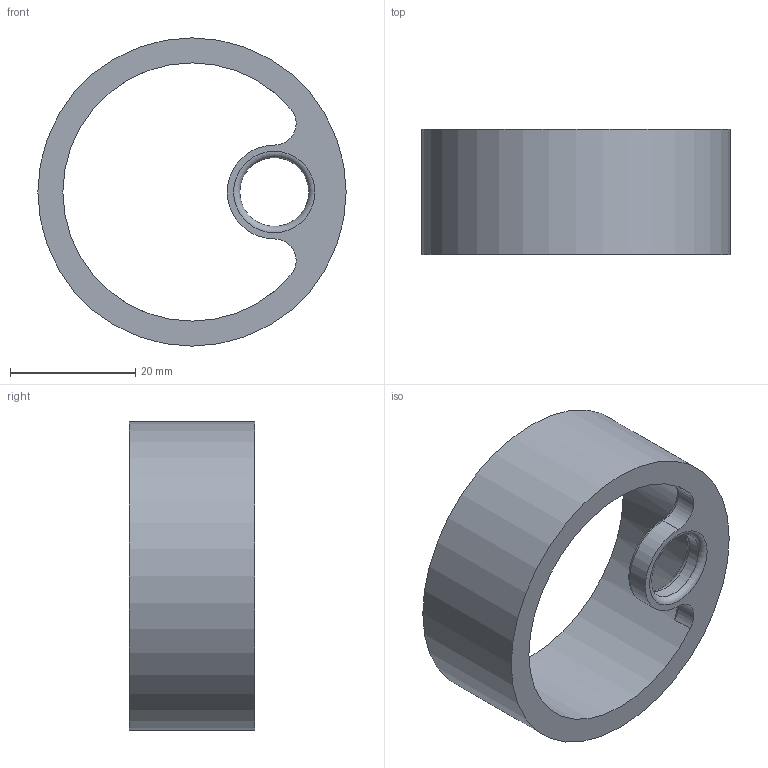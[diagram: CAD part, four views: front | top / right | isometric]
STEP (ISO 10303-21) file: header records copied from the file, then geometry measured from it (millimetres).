
FILE_DESCRIPTION(/* description */ (''),/* implementation_level */ '2;1');
FILE_NAME(/* name */ 'Ring v4.step',/* time_stamp */ '2023-09-28T22:50:40-04:00',/* author */ (''),/* organization */ (''),/* preprocessor_version */ 'ST-DEVELOPER v20',/* originating_system */ 'Autodesk Translation Framework v12.14.0.127',/* authorisation */ '');
FILE_SCHEMA (('AUTOMOTIVE_DESIGN { 1 0 10303 214 3 1 1 }'));
Length unit declared in the file: millimetre
Products named in the file (1): Ring
Bounding box: 49.3 x 20 x 49.3 mm (x, y, z)
Volume: 11839.3 mm3; surface area: 7211.1 mm2
Topology: 1 solids, 1 shells, 14 faces, 34 edges, 22 vertices
Faces by surface type: cylinder 6, torus 5, plane 3
Full cylindrical faces by diameter (mm): 11 x1, 41.3 x1, 49.3 x1
Entity records: 505 total; most frequent: CARTESIAN_POINT 115, DIRECTION 85, ORIENTED_EDGE 68, AXIS2_PLACEMENT_3D 39, EDGE_CURVE 34, CIRCLE 24, VERTEX_POINT 22, EDGE_LOOP 18
